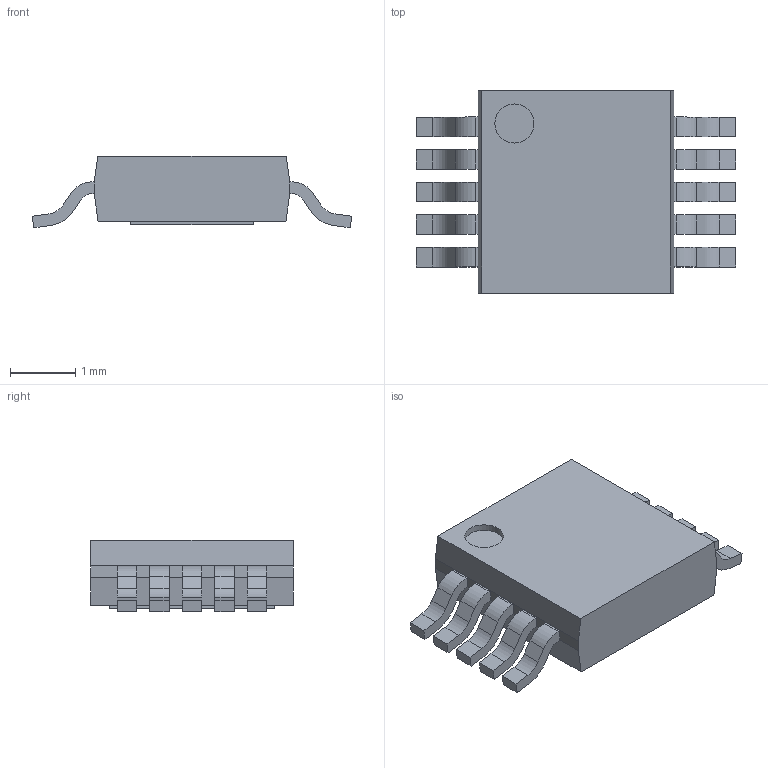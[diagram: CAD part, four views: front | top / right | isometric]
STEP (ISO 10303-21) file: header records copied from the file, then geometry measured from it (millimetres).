
FILE_DESCRIPTION(/* description */ (''),/* implementation_level */ '2;1');
FILE_NAME(/* name */ 'SOP50P490X110-11N-R188X252.stp',/* time_stamp */ '2016-03-07T14:30:47+01:00',/* author */ ('riccim'),/* organization */ (''),/* preprocessor_version */ 'ST-DEVELOPER v15.5',/* originating_system */ 'AutoCAD Mechanical',/* authorisation */ '');
FILE_SCHEMA (('AP203_CONFIGURATION_CONTROLLED_3D_DESIGN_OF_MECHANICAL_PARTS_AND_ASSEMBLIES_MIM_LF','AUTOMOTIVE_DESIGN { 1 0 10303 214 3 1 1 }'));
Length unit declared in the file: millimetre
Products named in the file (1): Product
Bounding box: 4.9 x 3.1 x 1.1 mm (x, y, z)
Volume: 10 mm3; surface area: 52.2 mm2
Topology: 12 solids, 12 shells, 158 faces, 399 edges, 266 vertices
Faces by surface type: plane 117, cylinder 41
Full cylindrical faces by diameter (mm): 0.6 x1
Entity records: 4748 total; most frequent: CARTESIAN_POINT 823, DIRECTION 798, ORIENTED_EDGE 796, EDGE_CURVE 398, LINE 316, VECTOR 316, VERTEX_POINT 266, AXIS2_PLACEMENT_3D 241
